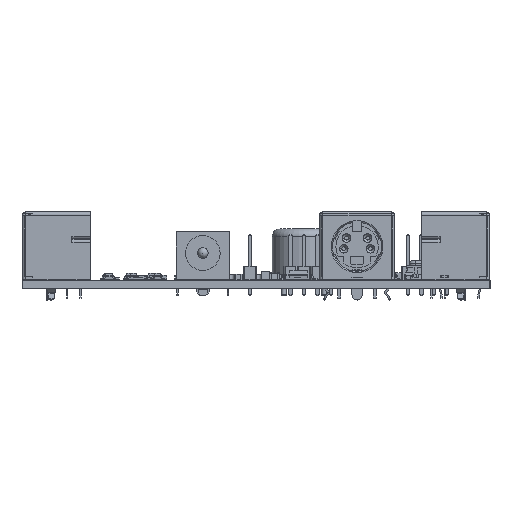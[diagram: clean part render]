
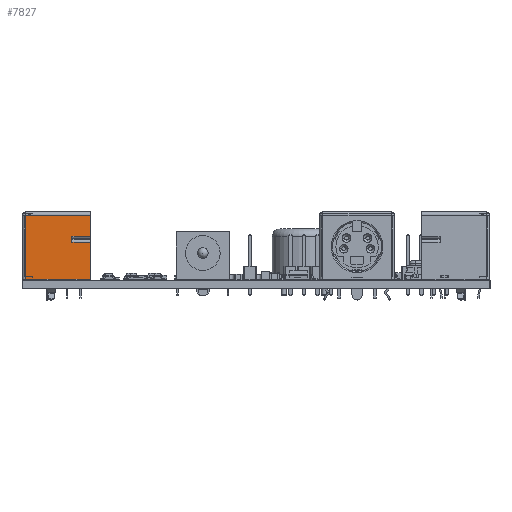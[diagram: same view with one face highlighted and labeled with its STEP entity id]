
A CAD part, left-side view. The second image highlights one B-rep face of the part: STEP entity #7827.
In plain terms, the highlighted face is planar.
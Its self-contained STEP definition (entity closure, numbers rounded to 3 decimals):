
#7725 = VERTEX_POINT('',#7726);
#7726 = CARTESIAN_POINT('',(7.013,1.981,-9.398));
#7744 = VERTEX_POINT('',#7745);
#7745 = CARTESIAN_POINT('',(7.013,0.833,-9.398));
#7752 = EDGE_CURVE('',#7744,#7725,#7753,.T.);
#7753 = LINE('',#7754,#7755);
#7754 = CARTESIAN_POINT('',(7.013,0.833,-9.398));
#7755 = VECTOR('',#7756,1.);
#7756 = DIRECTION('',(0.,1.,0.));
#7808 = VERTEX_POINT('',#7809);
#7809 = CARTESIAN_POINT('',(7.013,1.981,-12.827));
#7816 = EDGE_CURVE('',#7808,#7725,#7817,.T.);
#7817 = LINE('',#7818,#7819);
#7818 = CARTESIAN_POINT('',(7.013,1.981,-12.827));
#7819 = VECTOR('',#7820,1.);
#7820 = DIRECTION('',(0.,0.,1.));
#7827 = ADVANCED_FACE('',(#7828),#7894,.T.);
#7828 = FACE_BOUND('',#7829,.F.);
#7829 = EDGE_LOOP('',(#7830,#7840,#7848,#7854,#7855,#7856,#7864,#7872,
    #7880,#7888));
#7830 = ORIENTED_EDGE('',*,*,#7831,.F.);
#7831 = EDGE_CURVE('',#7832,#7834,#7836,.T.);
#7832 = VERTEX_POINT('',#7833);
#7833 = CARTESIAN_POINT('',(7.013,5.944,-0.574));
#7834 = VERTEX_POINT('',#7835);
#7835 = CARTESIAN_POINT('',(7.013,-6.157,-0.574));
#7836 = LINE('',#7837,#7838);
#7837 = CARTESIAN_POINT('',(7.013,5.944,-0.574));
#7838 = VECTOR('',#7839,1.);
#7839 = DIRECTION('',(0.,-1.,0.));
#7840 = ORIENTED_EDGE('',*,*,#7841,.F.);
#7841 = EDGE_CURVE('',#7842,#7832,#7844,.T.);
#7842 = VERTEX_POINT('',#7843);
#7843 = CARTESIAN_POINT('',(7.013,5.944,-12.827));
#7844 = LINE('',#7845,#7846);
#7845 = CARTESIAN_POINT('',(7.013,5.944,-12.827));
#7846 = VECTOR('',#7847,1.);
#7847 = DIRECTION('',(0.,0.,1.));
#7848 = ORIENTED_EDGE('',*,*,#7849,.T.);
#7849 = EDGE_CURVE('',#7842,#7808,#7850,.T.);
#7850 = LINE('',#7851,#7852);
#7851 = CARTESIAN_POINT('',(7.013,5.944,-12.827));
#7852 = VECTOR('',#7853,1.);
#7853 = DIRECTION('',(0.,-1.,0.));
#7854 = ORIENTED_EDGE('',*,*,#7816,.T.);
#7855 = ORIENTED_EDGE('',*,*,#7752,.F.);
#7856 = ORIENTED_EDGE('',*,*,#7857,.F.);
#7857 = EDGE_CURVE('',#7858,#7744,#7860,.T.);
#7858 = VERTEX_POINT('',#7859);
#7859 = CARTESIAN_POINT('',(7.013,0.833,-12.827));
#7860 = LINE('',#7861,#7862);
#7861 = CARTESIAN_POINT('',(7.013,0.833,-12.827));
#7862 = VECTOR('',#7863,1.);
#7863 = DIRECTION('',(0.,0.,1.));
#7864 = ORIENTED_EDGE('',*,*,#7865,.T.);
#7865 = EDGE_CURVE('',#7858,#7866,#7868,.T.);
#7866 = VERTEX_POINT('',#7867);
#7867 = CARTESIAN_POINT('',(7.013,-6.157,-12.827));
#7868 = LINE('',#7869,#7870);
#7869 = CARTESIAN_POINT('',(7.013,0.833,-12.827));
#7870 = VECTOR('',#7871,1.);
#7871 = DIRECTION('',(0.,-1.,0.));
#7872 = ORIENTED_EDGE('',*,*,#7873,.F.);
#7873 = EDGE_CURVE('',#7874,#7866,#7876,.T.);
#7874 = VERTEX_POINT('',#7875);
#7875 = CARTESIAN_POINT('',(7.013,-6.157,-6.528));
#7876 = LINE('',#7877,#7878);
#7877 = CARTESIAN_POINT('',(7.013,-6.157,-6.528));
#7878 = VECTOR('',#7879,1.);
#7879 = DIRECTION('',(0.,0.,-1.));
#7880 = ORIENTED_EDGE('',*,*,#7881,.F.);
#7881 = EDGE_CURVE('',#7882,#7874,#7884,.T.);
#7882 = VERTEX_POINT('',#7883);
#7883 = CARTESIAN_POINT('',(7.013,-6.157,-4.496));
#7884 = LINE('',#7885,#7886);
#7885 = CARTESIAN_POINT('',(7.013,-6.157,-4.496));
#7886 = VECTOR('',#7887,1.);
#7887 = DIRECTION('',(0.,0.,-1.));
#7888 = ORIENTED_EDGE('',*,*,#7889,.F.);
#7889 = EDGE_CURVE('',#7834,#7882,#7890,.T.);
#7890 = LINE('',#7891,#7892);
#7891 = CARTESIAN_POINT('',(7.013,-6.157,-0.574));
#7892 = VECTOR('',#7893,1.);
#7893 = DIRECTION('',(0.,0.,-1.));
#7894 = PLANE('',#7895);
#7895 = AXIS2_PLACEMENT_3D('',#7896,#7897,#7898);
#7896 = CARTESIAN_POINT('',(7.013,0.833,-12.827));
#7897 = DIRECTION('',(1.,0.,0.));
#7898 = DIRECTION('',(0.,-1.,0.));
